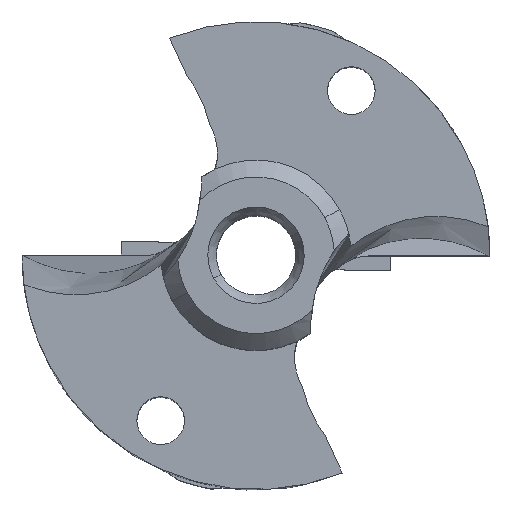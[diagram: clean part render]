
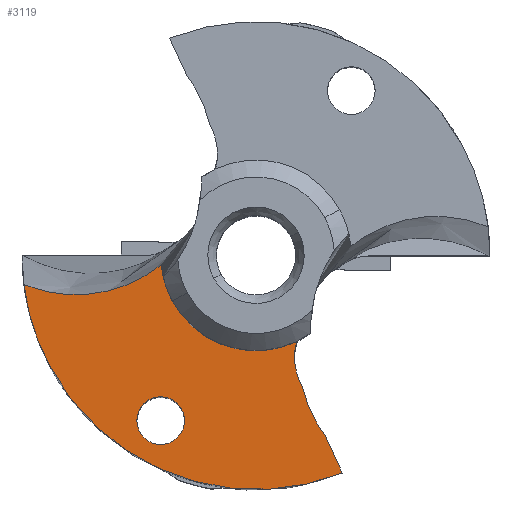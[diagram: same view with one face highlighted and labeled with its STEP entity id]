
A CAD part, top view. The second image highlights one B-rep face of the part: STEP entity #3119.
In plain terms, the highlighted planar face has unit normal (0, 0, 1).
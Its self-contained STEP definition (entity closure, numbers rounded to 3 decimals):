
#281=AXIS2_PLACEMENT_3D('Circle Axis2P3D',#279,#280,$) ;
#709=AXIS2_PLACEMENT_3D('Circle Axis2P3D',#707,#708,$) ;
#728=AXIS2_PLACEMENT_3D('Circle Axis2P3D',#726,#727,$) ;
#1475=AXIS2_PLACEMENT_3D('Circle Axis2P3D',#1473,#1474,$) ;
#1502=AXIS2_PLACEMENT_3D('Circle Axis2P3D',#1500,#1501,$) ;
#1524=AXIS2_PLACEMENT_3D('Plane Axis2P3D',#1521,#1522,#1523) ;
#3101=AXIS2_PLACEMENT_3D('Circle Axis2P3D',#3099,#3100,$) ;
#276=CARTESIAN_POINT('Vertex',(-12.067,-6.592,0.)) ;
#279=CARTESIAN_POINT('Axis2P3D Location',(0.,0.,0.)) ;
#283=CARTESIAN_POINT('Vertex',(-13.645,-1.698,0.)) ;
#424=CARTESIAN_POINT('Vertex',(2.593,-7.454,0.)) ;
#428=CARTESIAN_POINT('Control Point',(2.593,-7.454,0.)) ;
#429=CARTESIAN_POINT('Control Point',(2.622,-7.515,0.)) ;
#430=CARTESIAN_POINT('Control Point',(2.65,-7.576,0.)) ;
#431=CARTESIAN_POINT('Control Point',(2.679,-7.637,0.)) ;
#432=CARTESIAN_POINT('Control Point',(2.707,-7.698,0.)) ;
#433=CARTESIAN_POINT('Control Point',(2.735,-7.759,0.)) ;
#434=CARTESIAN_POINT('Vertex',(2.735,-7.759,0.)) ;
#456=CARTESIAN_POINT('Vertex',(4.06,-10.598,0.)) ;
#460=CARTESIAN_POINT('Control Point',(4.06,-10.598,0.)) ;
#461=CARTESIAN_POINT('Control Point',(4.263,-11.034,0.)) ;
#462=CARTESIAN_POINT('Control Point',(4.466,-11.47,0.)) ;
#463=CARTESIAN_POINT('Control Point',(4.67,-11.907,0.)) ;
#464=CARTESIAN_POINT('Control Point',(4.873,-12.343,0.)) ;
#465=CARTESIAN_POINT('Control Point',(5.076,-12.779,0.)) ;
#466=CARTESIAN_POINT('Vertex',(5.076,-12.779,0.)) ;
#704=CARTESIAN_POINT('Vertex',(-5.6,-8.299,0.)) ;
#707=CARTESIAN_POINT('Axis2P3D Location',(-5.6,-9.699,0.)) ;
#711=CARTESIAN_POINT('Vertex',(-5.6,-11.099,0.)) ;
#726=CARTESIAN_POINT('Axis2P3D Location',(-5.6,-9.699,0.)) ;
#760=CARTESIAN_POINT('Control Point',(4.06,-10.598,0.)) ;
#761=CARTESIAN_POINT('Control Point',(3.597,-9.969,0.)) ;
#762=CARTESIAN_POINT('Control Point',(3.212,-9.272,0.)) ;
#763=CARTESIAN_POINT('Control Point',(2.923,-8.527,0.)) ;
#764=CARTESIAN_POINT('Control Point',(2.735,-7.759,0.)) ;
#1473=CARTESIAN_POINT('Axis2P3D Location',(0.,0.,0.)) ;
#1477=CARTESIAN_POINT('Vertex',(-5.574,-0.538,0.)) ;
#1479=CARTESIAN_POINT('Vertex',(-4.914,-2.685,0.)) ;
#1500=CARTESIAN_POINT('Axis2P3D Location',(0.,0.,0.)) ;
#1504=CARTESIAN_POINT('Vertex',(2.385,-5.067,0.)) ;
#1521=CARTESIAN_POINT('Axis2P3D Location',(13.75,0.,0.)) ;
#2964=CARTESIAN_POINT('Control Point',(2.593,-7.454,0.)) ;
#2965=CARTESIAN_POINT('Control Point',(2.342,-6.915,0.)) ;
#2966=CARTESIAN_POINT('Control Point',(2.207,-6.306,0.)) ;
#2967=CARTESIAN_POINT('Control Point',(2.223,-5.67,0.)) ;
#2968=CARTESIAN_POINT('Control Point',(2.385,-5.067,0.)) ;
#3043=CARTESIAN_POINT('Control Point',(-13.645,-1.698,0.)) ;
#3044=CARTESIAN_POINT('Control Point',(-12.13,-2.328,0.)) ;
#3045=CARTESIAN_POINT('Control Point',(-10.38,-2.597,0.)) ;
#3046=CARTESIAN_POINT('Control Point',(-8.54,-2.343,0.)) ;
#3047=CARTESIAN_POINT('Control Point',(-6.902,-1.598,0.)) ;
#3048=CARTESIAN_POINT('Control Point',(-5.574,-0.538,0.)) ;
#3099=CARTESIAN_POINT('Axis2P3D Location',(0.,0.,0.)) ;
#280=DIRECTION('Axis2P3D Direction',(0.,0.,1.)) ;
#708=DIRECTION('Axis2P3D Direction',(-0.,0.,-1.)) ;
#727=DIRECTION('Axis2P3D Direction',(-0.,0.,-1.)) ;
#1474=DIRECTION('Axis2P3D Direction',(0.,0.,1.)) ;
#1501=DIRECTION('Axis2P3D Direction',(0.,0.,1.)) ;
#1522=DIRECTION('Axis2P3D Direction',(0.,0.,1.)) ;
#1523=DIRECTION('Axis2P3D XDirection',(1.,0.,0.)) ;
#3100=DIRECTION('Axis2P3D Direction',(0.,0.,1.)) ;
#3105=ORIENTED_EDGE('',*,*,#765,.T.) ;
#3106=ORIENTED_EDGE('',*,*,#436,.F.) ;
#3107=ORIENTED_EDGE('',*,*,#2969,.T.) ;
#3108=ORIENTED_EDGE('',*,*,#1506,.F.) ;
#3109=ORIENTED_EDGE('',*,*,#1481,.F.) ;
#3110=ORIENTED_EDGE('',*,*,#3049,.F.) ;
#3111=ORIENTED_EDGE('',*,*,#285,.T.) ;
#3112=ORIENTED_EDGE('',*,*,#3103,.T.) ;
#3113=ORIENTED_EDGE('',*,*,#468,.F.) ;
#3116=ORIENTED_EDGE('',*,*,#713,.T.) ;
#3117=ORIENTED_EDGE('',*,*,#730,.T.) ;
#3118=FACE_BOUND('',#3115,.T.) ;
#3119=ADVANCED_FACE('NOCUT',(#3114,#3118),#1525,.T.) ;
#427=B_SPLINE_CURVE_WITH_KNOTS('',5,(#428,#429,#430,#431,#432,#433),.UNSPECIFIED.,.F.,.U.,(6,6),(-3.473,-3.137),.UNSPECIFIED.) ;
#459=B_SPLINE_CURVE_WITH_KNOTS('',5,(#460,#461,#462,#463,#464,#465),.UNSPECIFIED.,.F.,.U.,(6,6),(-0.004,2.402),.UNSPECIFIED.) ;
#759=B_SPLINE_CURVE_WITH_KNOTS('',4,(#760,#761,#762,#763,#764),.UNSPECIFIED.,.F.,.U.,(5,5),(4.789,9.183),.UNSPECIFIED.) ;
#2963=B_SPLINE_CURVE_WITH_KNOTS('',4,(#2964,#2965,#2966,#2967,#2968),.UNSPECIFIED.,.F.,.U.,(5,5),(0.,3.514),.UNSPECIFIED.) ;
#3042=B_SPLINE_CURVE_WITH_KNOTS('',5,(#3043,#3044,#3045,#3046,#3047,#3048),.UNSPECIFIED.,.F.,.U.,(6,6),(0.168,12.21),.UNSPECIFIED.) ;
#282=CIRCLE('generated circle',#281,13.75) ;
#710=CIRCLE('generated circle',#709,1.4) ;
#729=CIRCLE('generated circle',#728,1.4) ;
#1476=CIRCLE('generated circle',#1475,5.6) ;
#1503=CIRCLE('generated circle',#1502,5.6) ;
#3102=CIRCLE('generated circle',#3101,13.75) ;
#285=EDGE_CURVE('',#284,#277,#282,.T.) ;
#436=EDGE_CURVE('',#425,#435,#427,.T.) ;
#468=EDGE_CURVE('',#457,#467,#459,.T.) ;
#713=EDGE_CURVE('',#712,#705,#710,.T.) ;
#730=EDGE_CURVE('',#705,#712,#729,.T.) ;
#765=EDGE_CURVE('',#457,#435,#759,.T.) ;
#1481=EDGE_CURVE('',#1478,#1480,#1476,.T.) ;
#1506=EDGE_CURVE('',#1480,#1505,#1503,.T.) ;
#2969=EDGE_CURVE('',#425,#1505,#2963,.T.) ;
#3049=EDGE_CURVE('',#284,#1478,#3042,.T.) ;
#3103=EDGE_CURVE('',#277,#467,#3102,.T.) ;
#3104=EDGE_LOOP('',(#3105,#3106,#3107,#3108,#3109,#3110,#3111,#3112,#3113)) ;
#3115=EDGE_LOOP('',(#3116,#3117)) ;
#3114=FACE_OUTER_BOUND('',#3104,.T.) ;
#1525=PLANE('',#1524) ;
#277=VERTEX_POINT('',#276) ;
#284=VERTEX_POINT('',#283) ;
#425=VERTEX_POINT('',#424) ;
#435=VERTEX_POINT('',#434) ;
#457=VERTEX_POINT('',#456) ;
#467=VERTEX_POINT('',#466) ;
#705=VERTEX_POINT('',#704) ;
#712=VERTEX_POINT('',#711) ;
#1478=VERTEX_POINT('',#1477) ;
#1480=VERTEX_POINT('',#1479) ;
#1505=VERTEX_POINT('',#1504) ;
